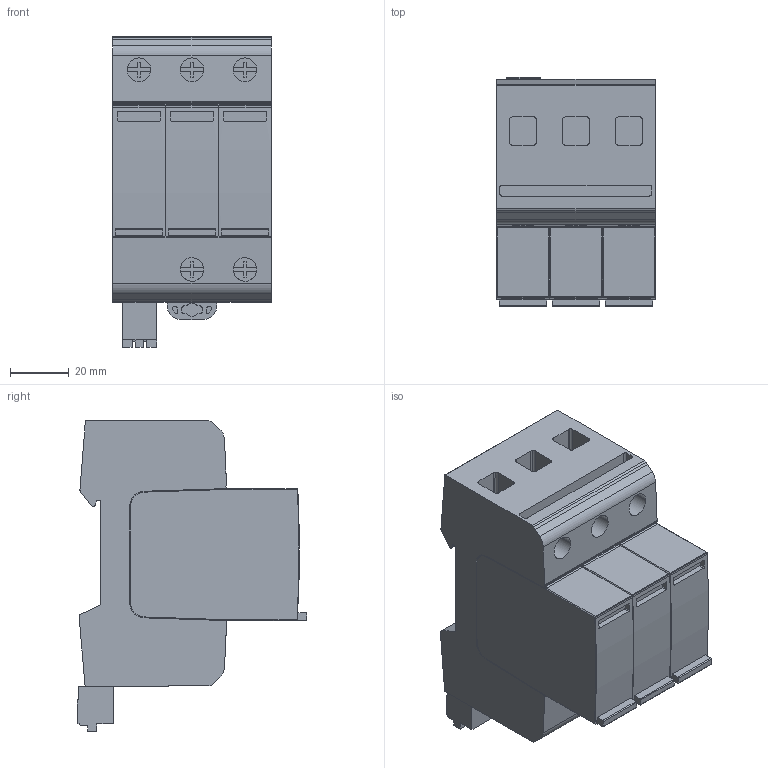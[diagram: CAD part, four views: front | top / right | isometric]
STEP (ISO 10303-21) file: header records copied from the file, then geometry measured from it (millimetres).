
FILE_DESCRIPTION((''),'2;1');
FILE_NAME('NWEGEN_CUSTOMER_2P1_3P0_T2_R','2018-09-04T10:58:55',('Sebastjan.kamensek'),('Audax d.o.o.'),'CREO PARAMETRIC BY PTC INC, 2017260','CREO PARAMETRIC BY PTC INC, 2017260','');
FILE_SCHEMA(('AP242_MANAGED_MODEL_BASED_3D_ENGINEERING_MIM_LF { 1 0 10303 442 1 1 4 }'));
Length unit declared in the file: millimetre
Products named in the file (1): NWEGEN_CUSTOMER_2P1_3P0_T2_R
Bounding box: 54 x 77.85 x 105.62 mm (x, y, z)
Volume: 277243.6 mm3; surface area: 34180.7 mm2
Topology: 1 solids, 1 shells, 419 faces, 1176 edges, 777 vertices
Faces by surface type: plane 270, cylinder 73, extrusion 70, cone 6
Entity records: 15057 total; most frequent: CARTESIAN_POINT 4037, ORIENTED_EDGE 2364, DIRECTION 1929, EDGE_CURVE 1182, VECTOR 885, LINE 815, VERTEX_POINT 777, AXIS2_PLACEMENT_3D 522
